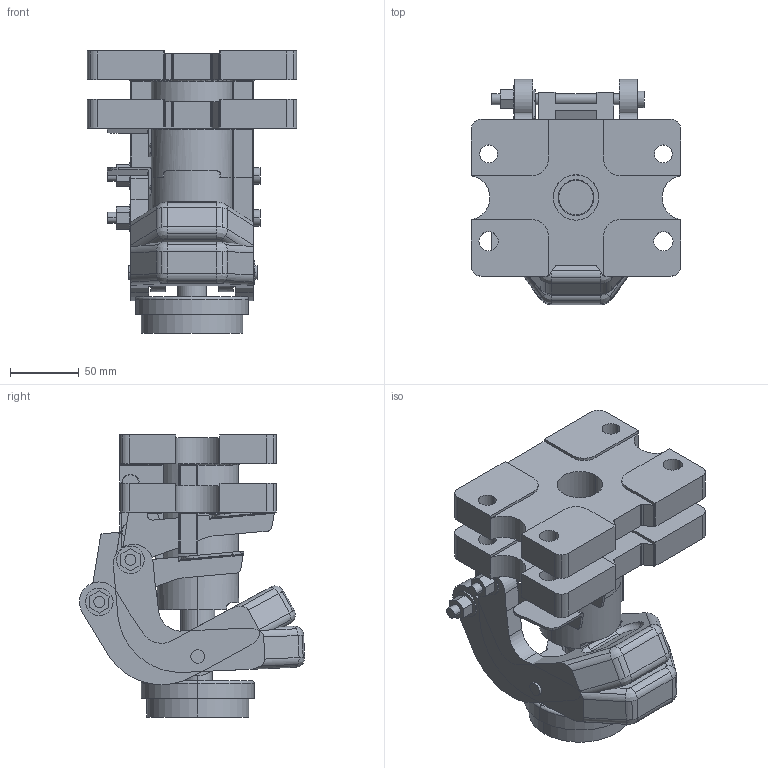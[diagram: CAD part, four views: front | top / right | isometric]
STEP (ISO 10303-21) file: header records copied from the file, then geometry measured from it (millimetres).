
FILE_DESCRIPTION(('STEP AP214'),'1');
FILE_NAME('BZTL4 - 2.STEP','2021-10-06T07:57:22',(' '),(' '),'Spatial InterOp 3D',' ',' ');
FILE_SCHEMA(('AUTOMOTIVE_DESIGN { 1 0 10303 214 1 1 1 1 }'));
Length unit declared in the file: metre
Products named in the file (17): CAST IRON TRUCK LOCK3; BODY; FOOT; PEDAL; BOLTS; BLACK; PEDAL2; CAST IRON TRUCK LOCK2; CAST IRON TRUCK LOCK; CAST IRON TRUCK LOCK Geometry; BODY2; FOOT2; PEDAL3; BOLTS2; BLACK2; PEDAL4; BZTL4 - 2
Assembly tree (16 placements, depth 4):
  BZTL4 - 2
    CAST IRON TRUCK LOCK2
      CAST IRON TRUCK LOCK3
        BODY
        FOOT
        PEDAL
        BOLTS
        BLACK
        PEDAL2
      CAST IRON TRUCK LOCK
        CAST IRON TRUCK LOCK Geometry
        BODY2
        FOOT2
        PEDAL3
        BOLTS2
        BLACK2
        PEDAL4
Bounding box: 152 x 163.65 x 205 mm (x, y, z)
Volume: 1807039.1 mm3; surface area: 373141 mm2
Topology: 20 solids, 22 shells, 676 faces, 1776 edges, 1164 vertices
Faces by surface type: cylinder 388, plane 252, torus 26, bspline 8, sphere 2
Entity records: 25131 total; most frequent: CARTESIAN_POINT 7194, DIRECTION 3862, ORIENTED_EDGE 3552, EDGE_CURVE 1776, AXIS2_PLACEMENT_3D 1484, VERTEX_POINT 1164, LINE 894, VECTOR 894
